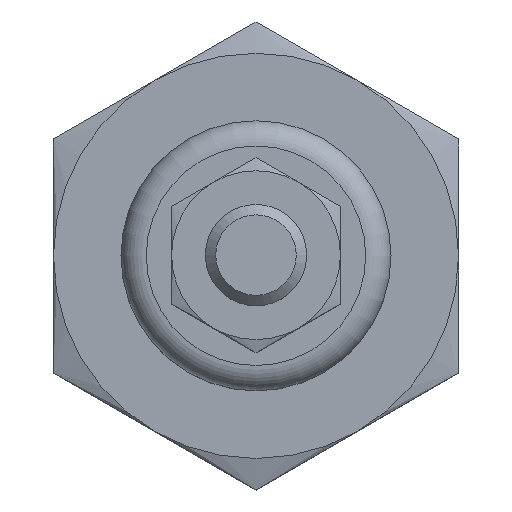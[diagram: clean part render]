
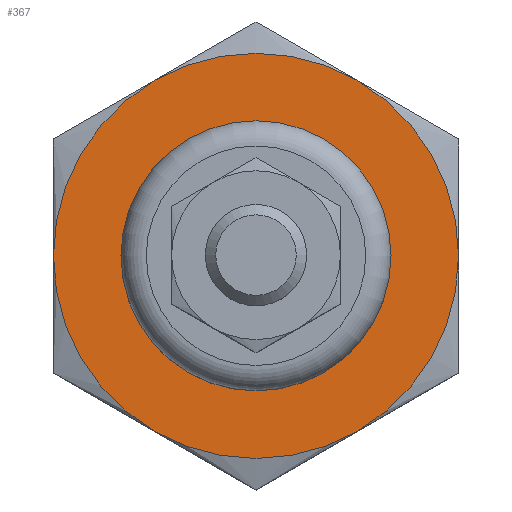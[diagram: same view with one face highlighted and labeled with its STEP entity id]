
A CAD part, top view. The second image highlights one B-rep face of the part: STEP entity #367.
In plain terms, the highlighted face is planar.
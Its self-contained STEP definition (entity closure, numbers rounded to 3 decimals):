
#367 = ADVANCED_FACE( '', ( #645, #646 ), #647, .F. );
#645 = FACE_OUTER_BOUND( '', #940, .T. );
#646 = FACE_BOUND( '', #941, .T. );
#647 = PLANE( '', #942 );
#940 = EDGE_LOOP( '', ( #1779, #1780, #1781, #1782, #1783, #1784 ) );
#941 = EDGE_LOOP( '', ( #1785 ) );
#942 = AXIS2_PLACEMENT_3D( '', #1786, #1787, #1788 );
#1779 = ORIENTED_EDGE( '', *, *, #2110, .F. );
#1780 = ORIENTED_EDGE( '', *, *, #2111, .F. );
#1781 = ORIENTED_EDGE( '', *, *, #2109, .F. );
#1782 = ORIENTED_EDGE( '', *, *, #2107, .F. );
#1783 = ORIENTED_EDGE( '', *, *, #2108, .F. );
#1784 = ORIENTED_EDGE( '', *, *, #2112, .F. );
#1785 = ORIENTED_EDGE( '', *, *, #2113, .T. );
#1786 = CARTESIAN_POINT( '', ( -4., 0., 0. ) );
#1787 = DIRECTION( '', ( 1., 0., 0. ) );
#1788 = DIRECTION( '', ( 0., 0., -1. ) );
#2107 = EDGE_CURVE( '', #2496, #2533, #2537, .T. );
#2108 = EDGE_CURVE( '', #2505, #2496, #2538, .T. );
#2109 = EDGE_CURVE( '', #2533, #2529, #2539, .T. );
#2110 = EDGE_CURVE( '', #2523, #2540, #2541, .T. );
#2111 = EDGE_CURVE( '', #2529, #2523, #2542, .T. );
#2112 = EDGE_CURVE( '', #2540, #2505, #2543, .T. );
#2113 = EDGE_CURVE( '', #2544, #2544, #2545, .T. );
#2496 = VERTEX_POINT( '', #3307 );
#2505 = VERTEX_POINT( '', #3337 );
#2523 = VERTEX_POINT( '', #3387 );
#2529 = VERTEX_POINT( '', #3409 );
#2533 = VERTEX_POINT( '', #3428 );
#2537 = CIRCLE( '', #3442, 12. );
#2538 = CIRCLE( '', #3443, 12. );
#2539 = CIRCLE( '', #3444, 12. );
#2540 = VERTEX_POINT( '', #3445 );
#2541 = CIRCLE( '', #3446, 12. );
#2542 = CIRCLE( '', #3447, 12. );
#2543 = CIRCLE( '', #3448, 12. );
#2544 = VERTEX_POINT( '', #3449 );
#2545 = CIRCLE( '', #3450, 8. );
#3307 = CARTESIAN_POINT( '', ( -4., 0., 12. ) );
#3337 = CARTESIAN_POINT( '', ( -4., 10.392, 6. ) );
#3387 = CARTESIAN_POINT( '', ( -4., 0., -12. ) );
#3409 = CARTESIAN_POINT( '', ( -4., -10.392, -6. ) );
#3428 = CARTESIAN_POINT( '', ( -4., -10.392, 6. ) );
#3442 = AXIS2_PLACEMENT_3D( '', #3830, #3831, #3832 );
#3443 = AXIS2_PLACEMENT_3D( '', #3833, #3834, #3835 );
#3444 = AXIS2_PLACEMENT_3D( '', #3836, #3837, #3838 );
#3445 = CARTESIAN_POINT( '', ( -4., 10.392, -6. ) );
#3446 = AXIS2_PLACEMENT_3D( '', #3839, #3840, #3841 );
#3447 = AXIS2_PLACEMENT_3D( '', #3842, #3843, #3844 );
#3448 = AXIS2_PLACEMENT_3D( '', #3845, #3846, #3847 );
#3449 = CARTESIAN_POINT( '', ( -4., 0., -8. ) );
#3450 = AXIS2_PLACEMENT_3D( '', #3848, #3849, #3850 );
#3830 = CARTESIAN_POINT( '', ( -4., 0., 0. ) );
#3831 = DIRECTION( '', ( 1., 0., 0. ) );
#3832 = DIRECTION( '', ( 0., 0., -1. ) );
#3833 = CARTESIAN_POINT( '', ( -4., 0., 0. ) );
#3834 = DIRECTION( '', ( 1., 0., 0. ) );
#3835 = DIRECTION( '', ( 0., 0., -1. ) );
#3836 = CARTESIAN_POINT( '', ( -4., 0., 0. ) );
#3837 = DIRECTION( '', ( 1., 0., 0. ) );
#3838 = DIRECTION( '', ( 0., 0., -1. ) );
#3839 = CARTESIAN_POINT( '', ( -4., 0., 0. ) );
#3840 = DIRECTION( '', ( 1., 0., 0. ) );
#3841 = DIRECTION( '', ( 0., 0., -1. ) );
#3842 = CARTESIAN_POINT( '', ( -4., 0., 0. ) );
#3843 = DIRECTION( '', ( 1., 0., 0. ) );
#3844 = DIRECTION( '', ( 0., 0., -1. ) );
#3845 = CARTESIAN_POINT( '', ( -4., 0., 0. ) );
#3846 = DIRECTION( '', ( 1., 0., 0. ) );
#3847 = DIRECTION( '', ( 0., 0., -1. ) );
#3848 = CARTESIAN_POINT( '', ( -4., 0., 0. ) );
#3849 = DIRECTION( '', ( 1., 0., 0. ) );
#3850 = DIRECTION( '', ( 0., 0., -1. ) );
